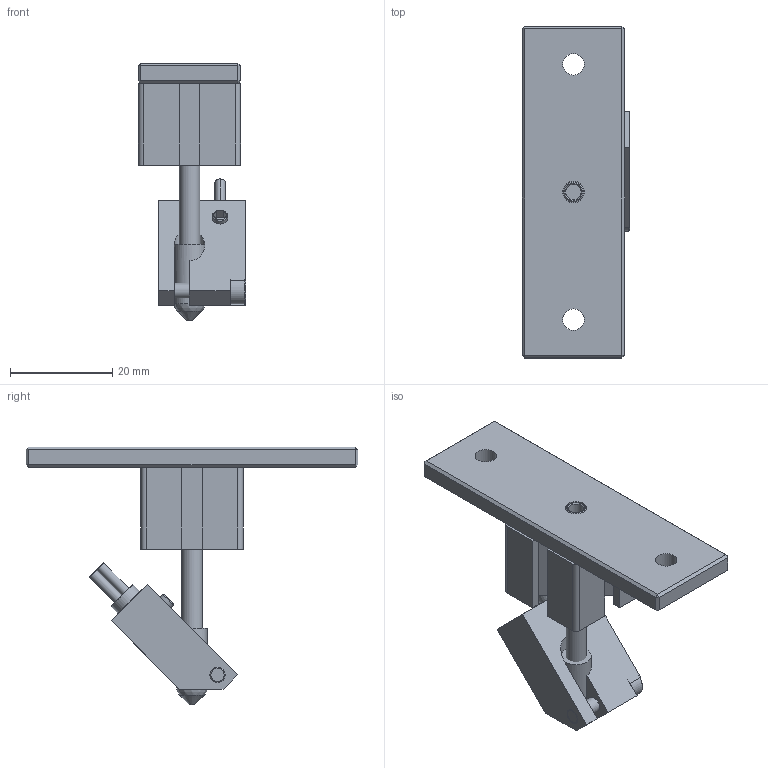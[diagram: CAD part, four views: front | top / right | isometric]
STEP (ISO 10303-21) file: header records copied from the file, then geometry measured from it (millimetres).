
FILE_DESCRIPTION(('FreeCAD Model'),'2;1');
FILE_NAME('CatNozzle.step','2014-09-07T21:12:10',( 'FreeCAD'),('FreeCAD'),'Open CASCADE STEP processor 6.7','FreeCAD', 'Unknown');
FILE_SCHEMA(('AUTOMOTIVE_DESIGN_CC2 { 1 2 10303 214 -1 1 5 4 }'));
Length unit declared in the file: millimetre
Products named in the file (8): PerfilTSlot; Hotend; Pletina; idle; Resistencia; Tornillo14mm; TornilloM3-4mm001; BloqueCalefactor
Bounding box: 21 x 65 x 50.5 mm (x, y, z)
Volume: 12814.8 mm3; surface area: 10792.6 mm2
Topology: 8 solids, 8 shells, 149 faces, 366 edges, 237 vertices
Faces by surface type: plane 115, cylinder 25, cone 8, bspline 1
Full cylindrical faces by diameter (mm): 2 x2, 3 x6, 4 x2, 4.2 x3, 5.2 x1, 6 x3
Entity records: 9971 total; most frequent: CARTESIAN_POINT 2317, DIRECTION 1379, LINE 873, VECTOR 873, ORIENTED_EDGE 734, PCURVE 732, DEFINITIONAL_REPRESENTATION 732, EDGE_CURVE 366
